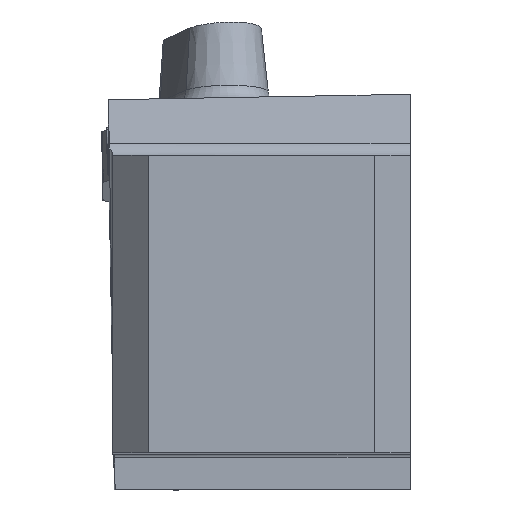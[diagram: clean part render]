
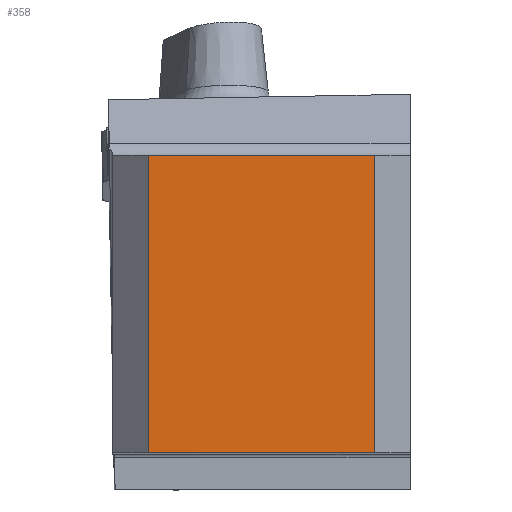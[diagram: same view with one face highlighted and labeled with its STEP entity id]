
A CAD part, top view. The second image highlights one B-rep face of the part: STEP entity #358.
In plain terms, the highlighted planar face has unit normal (0, 0, 1).
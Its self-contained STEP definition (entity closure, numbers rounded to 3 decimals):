
#271=FACE_OUTER_BOUND('',#934,.T.);
#358=ADVANCED_FACE('CU_BACK_SU1',(#271),#446,.F.);
#446=PLANE('',#2315);
#531=LINE('',#3213,#740);
#544=LINE('',#3243,#753);
#545=LINE('',#3245,#754);
#546=LINE('',#3247,#755);
#740=VECTOR('',#2576,1.);
#753=VECTOR('',#2611,1.);
#754=VECTOR('',#2612,1.);
#755=VECTOR('',#2613,1.);
#934=EDGE_LOOP('',(#1122,#1123,#1124,#1125));
#1122=ORIENTED_EDGE('',*,*,#1757,.F.);
#1123=ORIENTED_EDGE('',*,*,#1741,.T.);
#1124=ORIENTED_EDGE('',*,*,#1758,.T.);
#1125=ORIENTED_EDGE('',*,*,#1759,.F.);
#1563=VERTEX_POINT('',#3212);
#1564=VERTEX_POINT('',#3214);
#1570=VERTEX_POINT('',#3244);
#1571=VERTEX_POINT('',#3246);
#1741=EDGE_CURVE('',#1564,#1563,#531,.T.);
#1757=EDGE_CURVE('',#1564,#1570,#544,.T.);
#1758=EDGE_CURVE('',#1563,#1571,#545,.T.);
#1759=EDGE_CURVE('',#1570,#1571,#546,.T.);
#2315=AXIS2_PLACEMENT_3D('',#3248,#2614,#2615);
#2576=DIRECTION('',(1.,0.,0.));
#2611=DIRECTION('',(0.,1.,0.));
#2612=DIRECTION('',(0.,1.,0.));
#2613=DIRECTION('',(1.,0.,0.));
#2614=DIRECTION('',(0.,0.,-1.));
#2615=DIRECTION('',(-1.,0.,0.));
#3212=CARTESIAN_POINT('',(-3.,0.,0.));
#3213=CARTESIAN_POINT('',(-110.,0.,0.));
#3214=CARTESIAN_POINT('',(-22.325,0.,0.));
#3243=CARTESIAN_POINT('',(-22.325,0.,0.));
#3244=CARTESIAN_POINT('',(-22.325,25.325,0.));
#3245=CARTESIAN_POINT('',(-3.,0.,0.));
#3246=CARTESIAN_POINT('',(-3.,25.325,0.));
#3247=CARTESIAN_POINT('',(-110.,25.325,0.));
#3248=CARTESIAN_POINT('',(15.566,38.325,0.));
